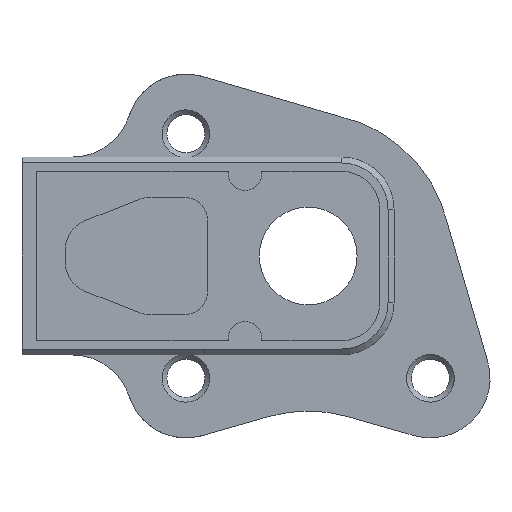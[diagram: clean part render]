
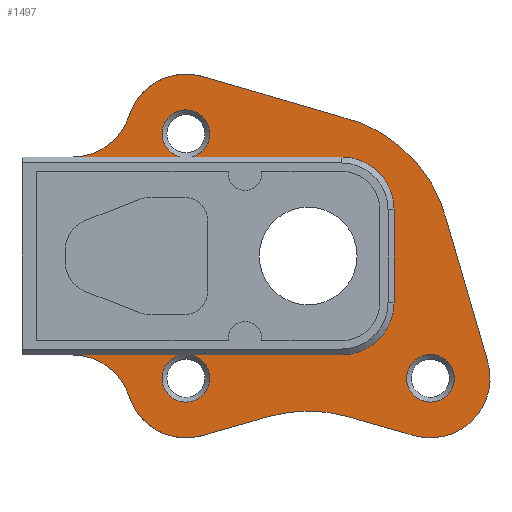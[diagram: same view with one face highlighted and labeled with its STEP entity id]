
A CAD part, front view. The second image highlights one B-rep face of the part: STEP entity #1497.
In plain terms, the highlighted planar face has unit normal (0, -1, 0).
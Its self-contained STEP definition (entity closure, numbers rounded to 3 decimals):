
#29=FACE_BOUND('',#244,.T.);
#52=PLANE('',#1651);
#148=FACE_OUTER_BOUND('',#243,.T.);
#243=EDGE_LOOP('',(#1241,#1242,#1243,#1244,#1245,#1246,#1247,#1248,#1249,
#1250,#1251,#1252,#1253,#1254,#1255,#1256,#1257,#1258,#1259,#1260,#1261,
#1262));
#244=EDGE_LOOP('',(#1263));
#326=LINE('',#2312,#471);
#381=LINE('',#2486,#526);
#382=LINE('',#2492,#527);
#383=LINE('',#2496,#528);
#384=LINE('',#2500,#529);
#385=LINE('',#2504,#530);
#386=LINE('',#2510,#531);
#387=LINE('',#2516,#532);
#388=LINE('',#2521,#533);
#389=LINE('',#2522,#534);
#471=VECTOR('',#1856,10.);
#526=VECTOR('',#2007,10.);
#527=VECTOR('',#2012,10.);
#528=VECTOR('',#2015,10.);
#529=VECTOR('',#2018,10.);
#530=VECTOR('',#2021,10.);
#531=VECTOR('',#2026,10.);
#532=VECTOR('',#2031,10.);
#533=VECTOR('',#2036,10.);
#534=VECTOR('',#2037,10.);
#626=CIRCLE('',#1644,2.);
#628=CIRCLE('',#1648,2.);
#630=CIRCLE('',#1652,5.);
#631=CIRCLE('',#1653,5.);
#632=CIRCLE('',#1654,12.);
#633=CIRCLE('',#1655,5.);
#634=CIRCLE('',#1656,12.);
#635=CIRCLE('',#1657,5.);
#636=CIRCLE('',#1658,5.);
#637=CIRCLE('',#1659,2.);
#638=CIRCLE('',#1660,2.);
#639=CIRCLE('',#1661,4.401);
#640=CIRCLE('',#1662,4.401);
#696=VERTEX_POINT('',#2309);
#697=VERTEX_POINT('',#2311);
#756=VERTEX_POINT('',#2461);
#758=VERTEX_POINT('',#2466);
#760=VERTEX_POINT('',#2477);
#762=VERTEX_POINT('',#2485);
#763=VERTEX_POINT('',#2487);
#764=VERTEX_POINT('',#2489);
#765=VERTEX_POINT('',#2491);
#766=VERTEX_POINT('',#2493);
#767=VERTEX_POINT('',#2495);
#768=VERTEX_POINT('',#2497);
#769=VERTEX_POINT('',#2499);
#770=VERTEX_POINT('',#2501);
#771=VERTEX_POINT('',#2503);
#772=VERTEX_POINT('',#2505);
#773=VERTEX_POINT('',#2507);
#774=VERTEX_POINT('',#2509);
#775=VERTEX_POINT('',#2511);
#776=VERTEX_POINT('',#2513);
#777=VERTEX_POINT('',#2515);
#778=VERTEX_POINT('',#2518);
#779=VERTEX_POINT('',#2520);
#856=EDGE_CURVE('',#697,#696,#326,.T.);
#932=EDGE_CURVE('',#756,#758,#626,.T.);
#937=EDGE_CURVE('',#760,#760,#628,.T.);
#941=EDGE_CURVE('',#756,#762,#381,.T.);
#942=EDGE_CURVE('',#763,#762,#630,.T.);
#943=EDGE_CURVE('',#763,#764,#631,.T.);
#944=EDGE_CURVE('',#764,#765,#382,.T.);
#945=EDGE_CURVE('',#765,#766,#632,.T.);
#946=EDGE_CURVE('',#766,#767,#383,.T.);
#947=EDGE_CURVE('',#767,#768,#633,.T.);
#948=EDGE_CURVE('',#768,#769,#384,.T.);
#949=EDGE_CURVE('',#769,#770,#634,.T.);
#950=EDGE_CURVE('',#770,#771,#385,.T.);
#951=EDGE_CURVE('',#771,#772,#635,.T.);
#952=EDGE_CURVE('',#773,#772,#636,.T.);
#953=EDGE_CURVE('',#773,#774,#386,.T.);
#954=EDGE_CURVE('',#775,#774,#637,.T.);
#955=EDGE_CURVE('',#776,#775,#638,.T.);
#956=EDGE_CURVE('',#776,#777,#387,.T.);
#957=EDGE_CURVE('',#777,#697,#639,.T.);
#958=EDGE_CURVE('',#696,#778,#640,.T.);
#959=EDGE_CURVE('',#778,#779,#388,.T.);
#960=EDGE_CURVE('',#779,#758,#389,.T.);
#1241=ORIENTED_EDGE('',*,*,#932,.F.);
#1242=ORIENTED_EDGE('',*,*,#941,.T.);
#1243=ORIENTED_EDGE('',*,*,#942,.F.);
#1244=ORIENTED_EDGE('',*,*,#943,.T.);
#1245=ORIENTED_EDGE('',*,*,#944,.T.);
#1246=ORIENTED_EDGE('',*,*,#945,.T.);
#1247=ORIENTED_EDGE('',*,*,#946,.T.);
#1248=ORIENTED_EDGE('',*,*,#947,.T.);
#1249=ORIENTED_EDGE('',*,*,#948,.T.);
#1250=ORIENTED_EDGE('',*,*,#949,.T.);
#1251=ORIENTED_EDGE('',*,*,#950,.T.);
#1252=ORIENTED_EDGE('',*,*,#951,.T.);
#1253=ORIENTED_EDGE('',*,*,#952,.F.);
#1254=ORIENTED_EDGE('',*,*,#953,.T.);
#1255=ORIENTED_EDGE('',*,*,#954,.F.);
#1256=ORIENTED_EDGE('',*,*,#955,.F.);
#1257=ORIENTED_EDGE('',*,*,#956,.T.);
#1258=ORIENTED_EDGE('',*,*,#957,.T.);
#1259=ORIENTED_EDGE('',*,*,#856,.T.);
#1260=ORIENTED_EDGE('',*,*,#958,.T.);
#1261=ORIENTED_EDGE('',*,*,#959,.T.);
#1262=ORIENTED_EDGE('',*,*,#960,.T.);
#1263=ORIENTED_EDGE('',*,*,#937,.F.);
#1497=ADVANCED_FACE('',(#148,#29),#52,.T.);
#1644=AXIS2_PLACEMENT_3D('',#2467,#1987,#1988);
#1648=AXIS2_PLACEMENT_3D('',#2478,#1997,#1998);
#1651=AXIS2_PLACEMENT_3D('',#2484,#2005,#2006);
#1652=AXIS2_PLACEMENT_3D('',#2488,#2008,#2009);
#1653=AXIS2_PLACEMENT_3D('',#2490,#2010,#2011);
#1654=AXIS2_PLACEMENT_3D('',#2494,#2013,#2014);
#1655=AXIS2_PLACEMENT_3D('',#2498,#2016,#2017);
#1656=AXIS2_PLACEMENT_3D('',#2502,#2019,#2020);
#1657=AXIS2_PLACEMENT_3D('',#2506,#2022,#2023);
#1658=AXIS2_PLACEMENT_3D('',#2508,#2024,#2025);
#1659=AXIS2_PLACEMENT_3D('',#2512,#2027,#2028);
#1660=AXIS2_PLACEMENT_3D('',#2514,#2029,#2030);
#1661=AXIS2_PLACEMENT_3D('',#2517,#2032,#2033);
#1662=AXIS2_PLACEMENT_3D('',#2519,#2034,#2035);
#1856=DIRECTION('',(0.,0.,-1.));
#1987=DIRECTION('center_axis',(0.,-1.,0.));
#1988=DIRECTION('ref_axis',(0.,0.,-1.));
#1997=DIRECTION('center_axis',(0.,-1.,0.));
#1998=DIRECTION('ref_axis',(0.,0.,-1.));
#2005=DIRECTION('center_axis',(0.,-1.,0.));
#2006=DIRECTION('ref_axis',(1.,0.,0.));
#2007=DIRECTION('',(-1.,0.,0.));
#2008=DIRECTION('center_axis',(0.,-1.,0.));
#2009=DIRECTION('ref_axis',(0.952,0.,0.305));
#2010=DIRECTION('center_axis',(0.,-1.,0.));
#2011=DIRECTION('ref_axis',(-0.961,0.,0.275));
#2012=DIRECTION('',(0.961,0.,0.275));
#2013=DIRECTION('center_axis',(0.,1.,0.));
#2014=DIRECTION('ref_axis',(0.275,0.,0.961));
#2015=DIRECTION('',(0.961,0.,-0.275));
#2016=DIRECTION('center_axis',(0.,-1.,0.));
#2017=DIRECTION('ref_axis',(-0.275,0.,-0.961));
#2018=DIRECTION('',(-0.28,0.,0.96));
#2019=DIRECTION('center_axis',(0.,-1.,0.));
#2020=DIRECTION('ref_axis',(0.975,0.,0.22));
#2021=DIRECTION('',(-0.96,0.,0.28));
#2022=DIRECTION('center_axis',(0.,-1.,0.));
#2023=DIRECTION('ref_axis',(0.275,0.,0.961));
#2024=DIRECTION('center_axis',(0.,-1.,0.));
#2025=DIRECTION('ref_axis',(0.,0.,-1.));
#2026=DIRECTION('',(1.,0.,0.));
#2027=DIRECTION('center_axis',(0.,-1.,0.));
#2028=DIRECTION('ref_axis',(0.,0.,-1.));
#2029=DIRECTION('center_axis',(0.,-1.,0.));
#2030=DIRECTION('ref_axis',(0.,0.,-1.));
#2031=DIRECTION('',(1.,0.,0.));
#2032=DIRECTION('center_axis',(0.,1.,0.));
#2033=DIRECTION('ref_axis',(1.,0.,0.));
#2034=DIRECTION('center_axis',(0.,1.,0.));
#2035=DIRECTION('ref_axis',(0.,0.,-1.));
#2036=DIRECTION('',(-1.,0.,0.));
#2037=DIRECTION('',(-1.,0.,0.));
#2309=CARTESIAN_POINT('',(7.2,-3.2,-3.899));
#2311=CARTESIAN_POINT('',(7.2,-3.2,3.899));
#2312=CARTESIAN_POINT('',(7.2,-3.2,-1.949));
#2461=CARTESIAN_POINT('',(-10.684,-3.2,-8.3));
#2466=CARTESIAN_POINT('',(-9.822,-3.2,-8.3));
#2467=CARTESIAN_POINT('Origin',(-10.253,-3.2,-10.253));
#2477=CARTESIAN_POINT('',(10.253,-3.2,-8.253));
#2478=CARTESIAN_POINT('Origin',(10.253,-3.2,-10.253));
#2484=CARTESIAN_POINT('Origin',(0.,-3.2,0.));
#2485=CARTESIAN_POINT('',(-19.778,-3.2,-8.3));
#2486=CARTESIAN_POINT('',(-12.,-3.2,-8.3));
#2487=CARTESIAN_POINT('',(-15.015,-3.2,-11.777));
#2488=CARTESIAN_POINT('Origin',(-19.778,-3.2,-13.3));
#2489=CARTESIAN_POINT('',(-8.876,-3.2,-15.06));
#2490=CARTESIAN_POINT('Origin',(-10.253,-3.2,-10.253));
#2491=CARTESIAN_POINT('',(-3.304,-3.2,-13.464));
#2492=CARTESIAN_POINT('',(-8.876,-3.2,-15.06));
#2493=CARTESIAN_POINT('',(3.304,-3.2,-13.464));
#2494=CARTESIAN_POINT('Origin',(0.,-3.2,-25.));
#2495=CARTESIAN_POINT('',(8.876,-3.2,-15.06));
#2496=CARTESIAN_POINT('',(3.304,-3.2,-13.464));
#2497=CARTESIAN_POINT('',(15.06,-3.2,-8.876));
#2498=CARTESIAN_POINT('Origin',(10.253,-3.2,-10.253));
#2499=CARTESIAN_POINT('',(11.705,-3.2,2.645));
#2500=CARTESIAN_POINT('',(15.06,-3.2,-8.876));
#2501=CARTESIAN_POINT('',(2.645,-3.2,11.705));
#2502=CARTESIAN_POINT('Origin',(0.,-3.2,0.));
#2503=CARTESIAN_POINT('',(-8.876,-3.2,15.06));
#2504=CARTESIAN_POINT('',(2.645,-3.2,11.705));
#2505=CARTESIAN_POINT('',(-15.015,-3.2,11.777));
#2506=CARTESIAN_POINT('Origin',(-10.253,-3.2,10.253));
#2507=CARTESIAN_POINT('',(-19.778,-3.2,8.3));
#2508=CARTESIAN_POINT('Origin',(-19.778,-3.2,13.3));
#2509=CARTESIAN_POINT('',(-10.684,-3.2,8.3));
#2510=CARTESIAN_POINT('',(1.399,-3.2,8.3));
#2511=CARTESIAN_POINT('',(-10.253,-3.2,12.253));
#2512=CARTESIAN_POINT('Origin',(-10.253,-3.2,10.253));
#2513=CARTESIAN_POINT('',(-9.822,-3.2,8.3));
#2514=CARTESIAN_POINT('Origin',(-10.253,-3.2,10.253));
#2515=CARTESIAN_POINT('',(2.799,-3.2,8.3));
#2516=CARTESIAN_POINT('',(1.399,-3.2,8.3));
#2517=CARTESIAN_POINT('Origin',(2.799,-3.2,3.899));
#2518=CARTESIAN_POINT('',(2.799,-3.2,-8.3));
#2519=CARTESIAN_POINT('Origin',(2.799,-3.2,-3.899));
#2520=CARTESIAN_POINT('',(-8.667,-3.2,-8.3));
#2521=CARTESIAN_POINT('',(-4.333,-3.2,-8.3));
#2522=CARTESIAN_POINT('',(-12.,-3.2,-8.3));
